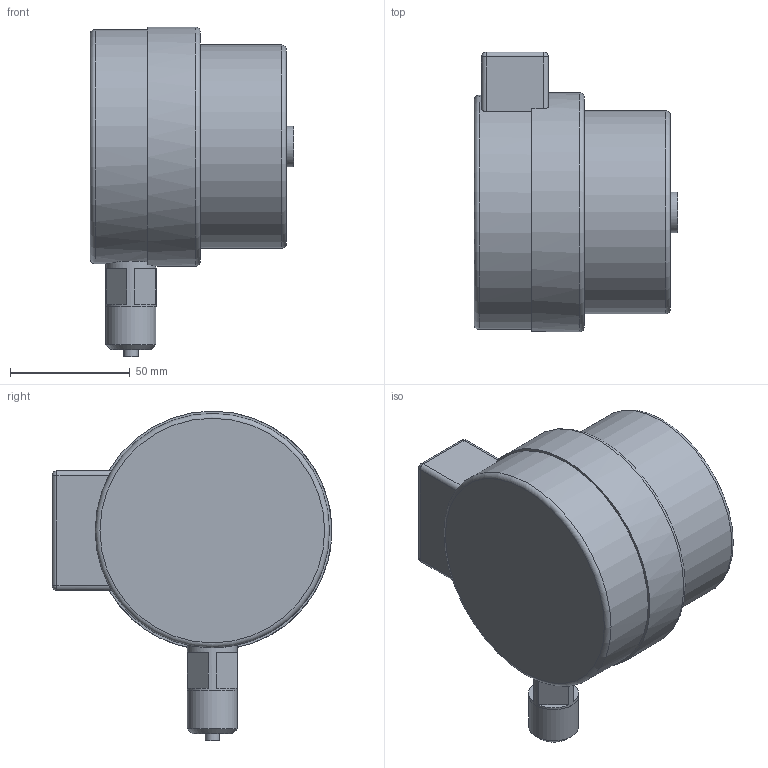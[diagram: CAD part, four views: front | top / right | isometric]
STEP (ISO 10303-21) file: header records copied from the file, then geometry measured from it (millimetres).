
FILE_DESCRIPTION(/* description */ ('ТМ-510Р-ЭКП'),/* implementation_level */ '2;1');
FILE_NAME(/* name */ 'ТМ510Р-ЭКП.stp',/* time_stamp */ '2023-03-06T13:15:24+03:00',/* author */ ('Tech'),/* organization */ (''),/* preprocessor_version */ 'ST-DEVELOPER v18.1',/* originating_system */ 'Autodesk Inventor 2021',/* authorisation */ '');
FILE_SCHEMA (('AUTOMOTIVE_DESIGN { 1 0 10303 214 3 1 1 }'));
Length unit declared in the file: millimetre
Products named in the file (1): ТМ-510Р-ЭКП
Bounding box: 85.1 x 117 x 138 mm (x, y, z)
Volume: 587353.1 mm3; surface area: 45538.5 mm2
Topology: 1 solids, 1 shells, 441 faces, 1092 edges, 728 vertices
Faces by surface type: plane 390, cylinder 34, bspline 9, sphere 4, torus 3, cone 1
Full cylindrical faces by diameter (mm): 1.357 x1, 2.686 x1, 6 x1, 8 x1, 12 x1, 17 x1, 20.955 x1, 21 x1, 79 x1, 85 x1, 98 x1, 100 x1
Entity records: 13047 total; most frequent: CARTESIAN_POINT 2447, ORIENTED_EDGE 2184, DIRECTION 2045, EDGE_CURVE 1092, LINE 955, VECTOR 955, VERTEX_POINT 728, AXIS2_PLACEMENT_3D 545
